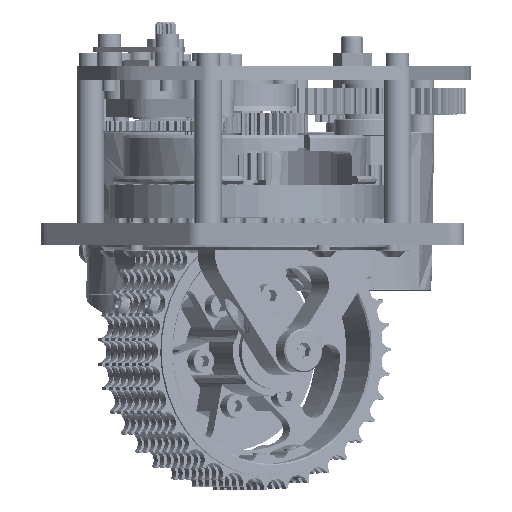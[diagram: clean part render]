
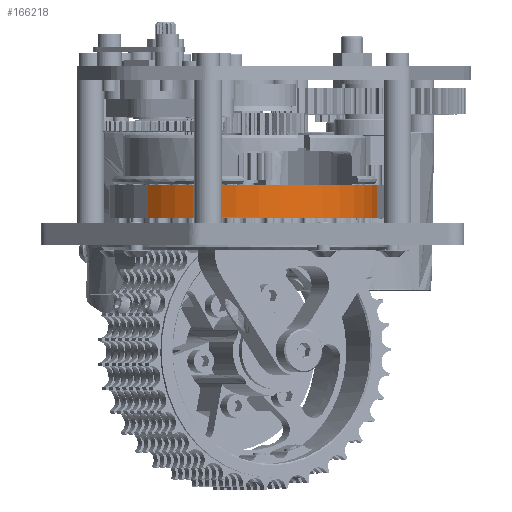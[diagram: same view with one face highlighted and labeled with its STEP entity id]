
A CAD part, top view. The second image highlights one B-rep face of the part: STEP entity #166218.
In plain terms, the highlighted free-form (B-spline) face has degree [2, 1] with [3, 2] control points.
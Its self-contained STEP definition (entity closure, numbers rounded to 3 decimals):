
#166218 = ADVANCED_FACE('',(#166219),#166251,.T.);
#166219 = FACE_BOUND('',#166220,.T.);
#166220 = EDGE_LOOP('',(#166221,#166230,#166238,#166245));
#166221 = ORIENTED_EDGE('',*,*,#166222,.F.);
#166222 = EDGE_CURVE('',#166223,#166225,#166227,.T.);
#166223 = VERTEX_POINT('',#166224);
#166224 = CARTESIAN_POINT('',(-30.696,8.715,
    30.696));
#166225 = VERTEX_POINT('',#166226);
#166226 = CARTESIAN_POINT('',(-30.696,19.173,
    30.696));
#166227 = B_SPLINE_CURVE_WITH_KNOTS('',1,(#166228,#166229),
  .UNSPECIFIED.,.F.,.F.,(2,2),(0.,12.),.PIECEWISE_BEZIER_KNOTS.);
#166228 = CARTESIAN_POINT('',(-30.696,8.715,
    30.696));
#166229 = CARTESIAN_POINT('',(-30.696,19.173,
    30.696));
#166230 = ORIENTED_EDGE('',*,*,#166231,.F.);
#166231 = EDGE_CURVE('',#166232,#166223,#166234,.T.);
#166232 = VERTEX_POINT('',#166233);
#166233 = CARTESIAN_POINT('',(42.23,8.715,
    5.796));
#166234 = ( BOUNDED_CURVE() B_SPLINE_CURVE(2,(#166235,#166236,#166237),
.UNSPECIFIED.,.F.,.F.) B_SPLINE_CURVE_WITH_KNOTS((3,3),(0.913,
3.142),.PIECEWISE_BEZIER_KNOTS.) CURVE() 
GEOMETRIC_REPRESENTATION_ITEM() RATIONAL_B_SPLINE_CURVE((1.,
0.441,1.)) REPRESENTATION_ITEM('') );
#166235 = CARTESIAN_POINT('',(42.23,8.715,
    5.796));
#166236 = CARTESIAN_POINT('',(31.127,8.715,
    92.519));
#166237 = CARTESIAN_POINT('',(-30.696,8.715,
    30.696));
#166238 = ORIENTED_EDGE('',*,*,#166239,.T.);
#166239 = EDGE_CURVE('',#166232,#166240,#166242,.T.);
#166240 = VERTEX_POINT('',#166241);
#166241 = CARTESIAN_POINT('',(42.23,19.173,
    5.796));
#166242 = B_SPLINE_CURVE_WITH_KNOTS('',1,(#166243,#166244),
  .UNSPECIFIED.,.F.,.F.,(2,2),(0.,12.),.PIECEWISE_BEZIER_KNOTS.);
#166243 = CARTESIAN_POINT('',(42.23,8.715,
    5.796));
#166244 = CARTESIAN_POINT('',(42.23,19.173,
    5.796));
#166245 = ORIENTED_EDGE('',*,*,#166246,.T.);
#166246 = EDGE_CURVE('',#166240,#166225,#166247,.T.);
#166247 = ( BOUNDED_CURVE() B_SPLINE_CURVE(2,(#166248,#166249,#166250),
.UNSPECIFIED.,.F.,.F.) B_SPLINE_CURVE_WITH_KNOTS((3,3),(0.913,
3.142),.PIECEWISE_BEZIER_KNOTS.) CURVE() 
GEOMETRIC_REPRESENTATION_ITEM() RATIONAL_B_SPLINE_CURVE((1.,
0.441,1.)) REPRESENTATION_ITEM('') );
#166248 = CARTESIAN_POINT('',(42.23,19.173,
    5.796));
#166249 = CARTESIAN_POINT('',(31.127,19.173,
    92.519));
#166250 = CARTESIAN_POINT('',(-30.696,19.173,
    30.696));
#166251 = ( BOUNDED_SURFACE() B_SPLINE_SURFACE(2,1,(
    (#166252,#166253)
    ,(#166254,#166255)
    ,(#166256,#166257
)),.UNSPECIFIED.,.F.,.F.,.F.) B_SPLINE_SURFACE_WITH_KNOTS((3,3),(2,2),(
    0.,2.229),(0.,12.),.PIECEWISE_BEZIER_KNOTS.) 
GEOMETRIC_REPRESENTATION_ITEM() RATIONAL_B_SPLINE_SURFACE((
    (1.,1.)
    ,(0.441,0.441)
,(1.,1.))) REPRESENTATION_ITEM('') SURFACE() );
#166252 = CARTESIAN_POINT('',(-30.696,8.715,
    30.696));
#166253 = CARTESIAN_POINT('',(-30.696,19.173,
    30.696));
#166254 = CARTESIAN_POINT('',(31.127,8.715,
    92.519));
#166255 = CARTESIAN_POINT('',(31.127,19.173,
    92.519));
#166256 = CARTESIAN_POINT('',(42.23,8.715,
    5.796));
#166257 = CARTESIAN_POINT('',(42.23,19.173,
    5.796));
